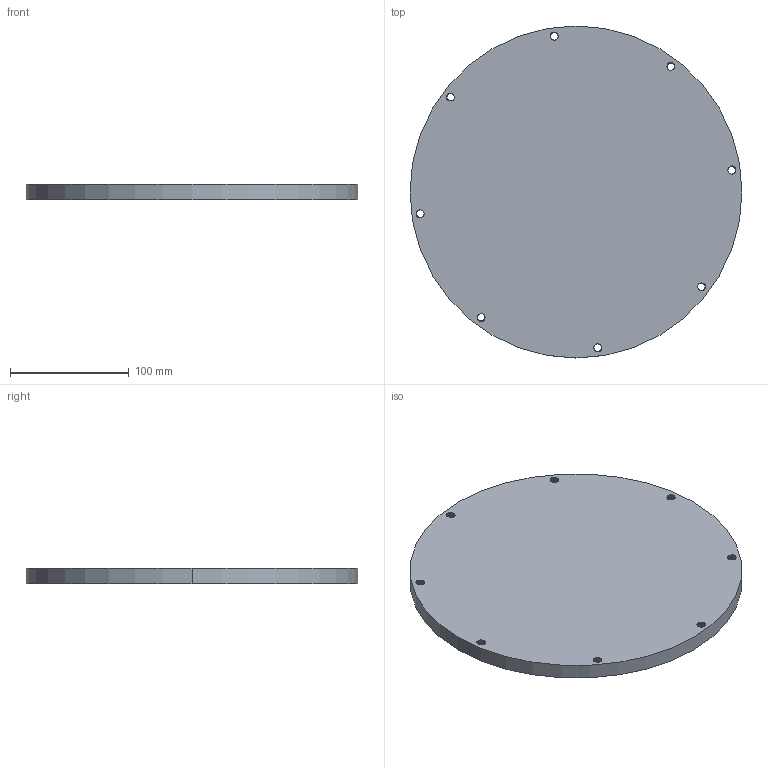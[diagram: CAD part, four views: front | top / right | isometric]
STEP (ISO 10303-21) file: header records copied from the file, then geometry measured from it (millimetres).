
FILE_DESCRIPTION (( 'STEP AP214' ), '1' );
FILE_NAME ('Liege_Big_OK.STEP', '2020-09-09T21:31:01', ( '' ), ( '' ), 'SwSTEP 2.0', 'SolidWorks 2019', '' );
FILE_SCHEMA (( 'AUTOMOTIVE_DESIGN' ));
Length unit declared in the file: millimetre
Products named in the file (1): Liege_Big_OK
Bounding box: 280 x 280 x 13 mm (x, y, z)
Volume: 612650.5 mm3; surface area: 141360.8 mm2
Topology: 1 solids, 1 shells, 261 faces, 751 edges, 494 vertices
Faces by surface type: cylinder 215, bspline 24, plane 22
Entity records: 22653 total; most frequent: CARTESIAN_POINT 17059, ORIENTED_EDGE 1502, DIRECTION 849, EDGE_CURVE 751, VERTEX_POINT 494, AXIS2_PLACEMENT_3D 290, EDGE_LOOP 279, VECTOR 269
